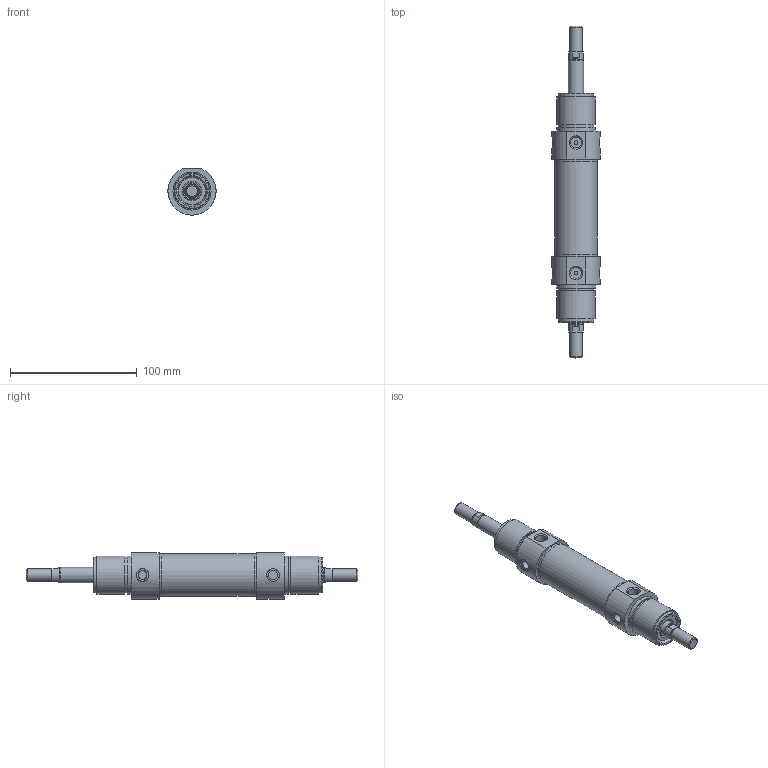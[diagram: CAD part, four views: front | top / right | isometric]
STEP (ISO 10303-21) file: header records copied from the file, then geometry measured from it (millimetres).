
FILE_DESCRIPTION((''),'2;1');
FILE_NAME('IDMP032.025.GS.M.stp','2014-07-15T10:27:47',('carlo.corazza'),(''),'Autodesk Inventor 2012','Autodesk Inventor 2012','');
FILE_SCHEMA(('AUTOMOTIVE_DESIGN { 1 0 10303 214 1 1 1 1 }'));
Length unit declared in the file: millimetre
Products named in the file (5): IDMP032..GS.M; CORPO-025; STELO-025; TA
Assembly tree (5 placements, depth 2):
  IDMP032..GS.M
    CORPO-025
    STELO-025  x2
    TA
    TA
Bounding box: 38 x 262 x 36.5 mm (x, y, z)
Volume: 113984 mm3; surface area: 49037.3 mm2
Topology: 5 solids, 7 shells, 166 faces, 320 edges, 206 vertices
Faces by surface type: plane 64, cylinder 52, cone 36, torus 14
Full cylindrical faces by diameter (mm): 3 x2, 6.917 x4, 8 x2, 8.566 x2, 10 x6, 11 x2, 11.5 x2, 12 x2, 12.8 x2, 12.847 x2, 13 x2, 18 x2, 22 x6, 28 x4, 30 x4, 32 x1, 33.6 x3
Entity records: 3580 total; most frequent: CARTESIAN_POINT 723, DIRECTION 594, ORIENTED_EDGE 330, AXIS2_PLACEMENT_3D 288, EDGE_LOOP 272, EDGE_CURVE 165, VERTEX_POINT 153, STYLED_ITEM 149
